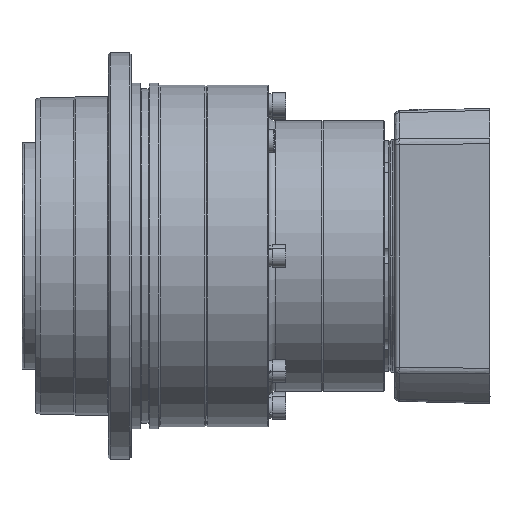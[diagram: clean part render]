
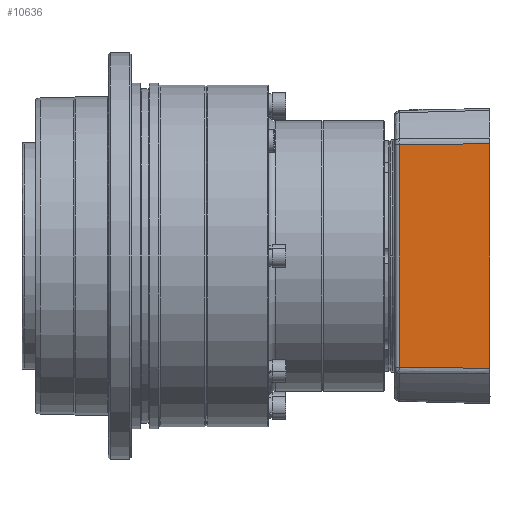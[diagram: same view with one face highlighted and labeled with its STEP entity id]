
A CAD part, front view. The second image highlights one B-rep face of the part: STEP entity #10636.
In plain terms, the highlighted planar face has unit normal (-0.026, -1, 0).
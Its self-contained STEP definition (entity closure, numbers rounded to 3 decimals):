
#356 = LINE ( 'NONE', #28016, #16147 ) ;
#5558 = LINE ( 'NONE', #38015, #39080 ) ;
#9113 = ORIENTED_EDGE ( 'NONE', *, *, #44206, .F. ) ;
#10055 = ORIENTED_EDGE ( 'NONE', *, *, #11406, .F. ) ;
#10636 = ADVANCED_FACE ( 'NONE', ( #24444 ), #13024, .F. ) ;
#11406 = EDGE_CURVE ( 'NONE', #23507, #22182, #5558, .T. ) ;
#12534 = DIRECTION ( 'NONE',  ( -1., 0.026, 0. ) ) ;
#12599 = DIRECTION ( 'NONE',  ( 0.026, 1., 0. ) ) ;
#12712 = CARTESIAN_POINT ( 'NONE',  ( -46766.354, -65., 50.806 ) ) ;
#13024 = PLANE ( 'NONE',  #46256 ) ;
#16147 = VECTOR ( 'NONE', #28054, 1000. ) ;
#16304 = EDGE_CURVE ( 'NONE', #45647, #27691, #23706, .T. ) ;
#16627 = EDGE_CURVE ( 'NONE', #27691, #23507, #356, .T. ) ;
#16945 = DIRECTION ( 'NONE',  ( 1., -0.026, 0.009 ) ) ;
#22182 = VERTEX_POINT ( 'NONE', #49609 ) ;
#23507 = VERTEX_POINT ( 'NONE', #49693 ) ;
#23608 = LINE ( 'NONE', #37402, #51718 ) ;
#23706 = LINE ( 'NONE', #36513, #47593 ) ;
#24444 = FACE_OUTER_BOUND ( 'NONE', #26175, .T. ) ;
#26175 = EDGE_LOOP ( 'NONE', ( #10055, #47625, #41473, #9113 ) ) ;
#26544 = CARTESIAN_POINT ( 'NONE',  ( -46766.354, -65., -49.409 ) ) ;
#27691 = VERTEX_POINT ( 'NONE', #26544 ) ;
#28016 = CARTESIAN_POINT ( 'NONE',  ( -46766.354, -65., -49.409 ) ) ;
#28054 = DIRECTION ( 'NONE',  ( -1., 0.026, 0.009 ) ) ;
#36513 = CARTESIAN_POINT ( 'NONE',  ( -46766.354, -65., 50.806 ) ) ;
#37030 = DIRECTION ( 'NONE',  ( 0., 0., 1. ) ) ;
#37402 = CARTESIAN_POINT ( 'NONE',  ( -46806.406, -63.951, 49.037 ) ) ;
#37516 = DIRECTION ( 'NONE',  ( 0., 0., -1. ) ) ;
#38015 = CARTESIAN_POINT ( 'NONE',  ( -46806.406, -63.951, 50.806 ) ) ;
#39080 = VECTOR ( 'NONE', #37030, 1000. ) ;
#41097 = CARTESIAN_POINT ( 'NONE',  ( -46766.354, -65., 49.409 ) ) ;
#41473 = ORIENTED_EDGE ( 'NONE', *, *, #16304, .F. ) ;
#44206 = EDGE_CURVE ( 'NONE', #22182, #45647, #23608, .T. ) ;
#45647 = VERTEX_POINT ( 'NONE', #41097 ) ;
#46256 = AXIS2_PLACEMENT_3D ( 'NONE', #12712, #12599, #12534 ) ;
#47593 = VECTOR ( 'NONE', #37516, 1000. ) ;
#47625 = ORIENTED_EDGE ( 'NONE', *, *, #16627, .F. ) ;
#49609 = CARTESIAN_POINT ( 'NONE',  ( -46806.406, -63.951, 49.037 ) ) ;
#49693 = CARTESIAN_POINT ( 'NONE',  ( -46806.406, -63.951, -49.037 ) ) ;
#51718 = VECTOR ( 'NONE', #16945, 1000. ) ;
